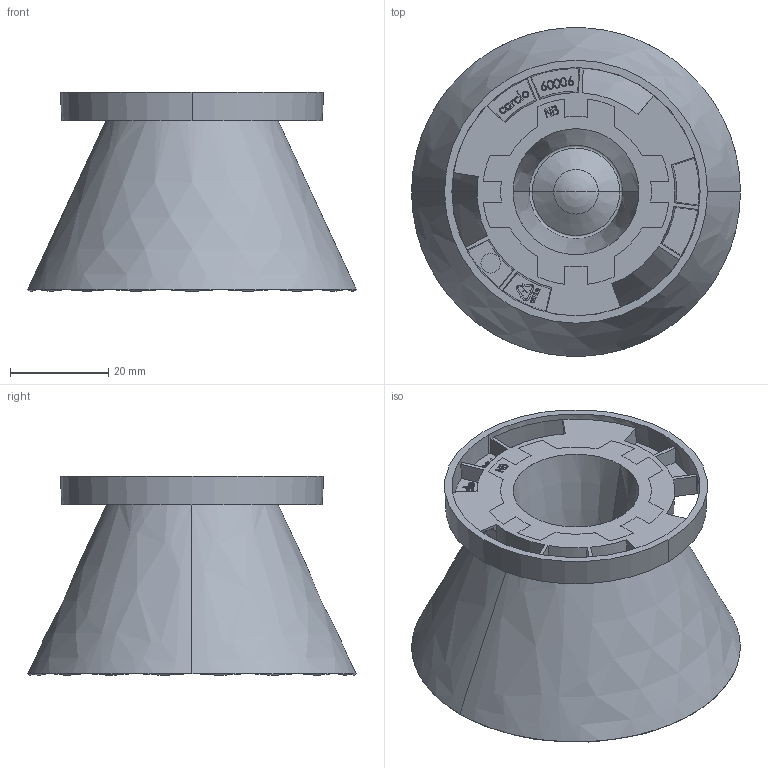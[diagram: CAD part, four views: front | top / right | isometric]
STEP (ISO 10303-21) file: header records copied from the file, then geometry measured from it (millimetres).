
FILE_DESCRIPTION (( 'STEP AP203' ), '1' );
FILE_NAME ('60037_Rev-3_TE_NB_Customer.STEP', '2017-09-13T15:25:15', ( '' ), ( '' ), 'SwSTEP 2.0', 'SolidWorks 2017', '' );
FILE_SCHEMA (( 'CONFIG_CONTROL_DESIGN' ));
Length unit declared in the file: millimetre
Products named in the file (3): 60037_Rev-3_TE_NB_Customer; 60052_Rev-2 _TE-MOLEX-BJB _SI_NB_Customer; 60006_Rev-3_Silicone_CoB_Holder_TE_Zhaga
Assembly tree (2 placements, depth 2):
  60037_Rev-3_TE_NB_Customer
    60052_Rev-2 _TE-MOLEX-BJB _SI_NB_Customer
    60006_Rev-3_Silicone_CoB_Holder_TE_Zhaga
Bounding box: 67 x 66.89 x 40.62 mm (x, y, z)
Volume: 60717.1 mm3; surface area: 18168.7 mm2
Topology: 2 solids, 2 shells, 709 faces, 1893 edges, 1219 vertices
Faces by surface type: plane 323, bspline 252, cone 101, cylinder 23, torus 10
Entity records: 30974 total; most frequent: CARTESIAN_POINT 15389, ORIENTED_EDGE 3782, DIRECTION 2300, EDGE_CURVE 1891, VERTEX_POINT 1219, B_SPLINE_CURVE_WITH_KNOTS 864, AXIS2_PLACEMENT_3D 841, EDGE_LOOP 750
